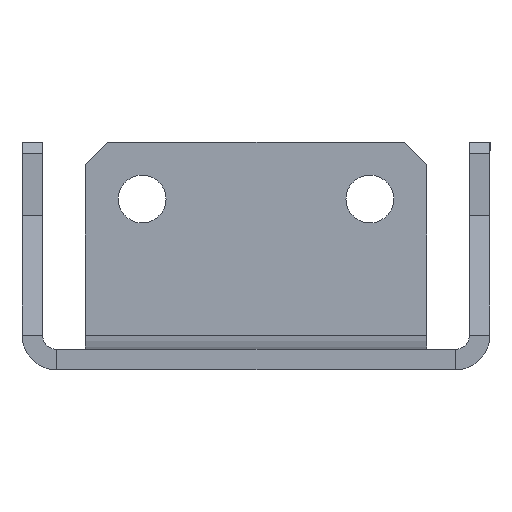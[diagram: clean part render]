
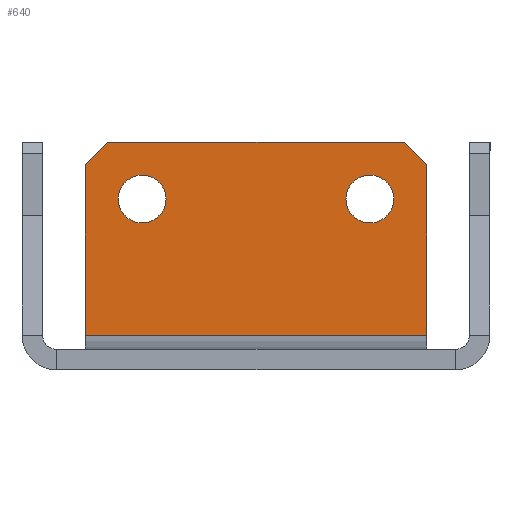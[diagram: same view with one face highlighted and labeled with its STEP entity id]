
A CAD part, front view. The second image highlights one B-rep face of the part: STEP entity #640.
In plain terms, the highlighted planar face has unit normal (0, -1, 0).
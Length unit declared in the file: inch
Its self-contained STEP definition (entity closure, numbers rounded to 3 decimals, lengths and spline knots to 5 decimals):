
#57 = DIRECTION ( 'NONE',  ( 0., 0., 1. ) ) ;
#68 = CARTESIAN_POINT ( 'NONE',  ( 0., 1.625, 0. ) ) ;
#99 = LINE ( 'NONE', #1214, #1920 ) ;
#127 = CIRCLE ( 'NONE', #1914, 0.105 ) ;
#167 = DIRECTION ( 'NONE',  ( 0., 0., 1. ) ) ;
#205 = EDGE_CURVE ( 'NONE', #626, #1047, #1330, .T. ) ;
#213 = CARTESIAN_POINT ( 'NONE',  ( -0.5, 1.625, 0.555 ) ) ;
#247 = EDGE_CURVE ( 'NONE', #1665, #626, #894, .T. ) ;
#280 = DIRECTION ( 'NONE',  ( 0., 1., 0. ) ) ;
#332 = CARTESIAN_POINT ( 'NONE',  ( 0.75, 1.625, 0.81 ) ) ;
#337 = EDGE_LOOP ( 'NONE', ( #956, #844, #1580, #1444, #670, #1290 ) ) ;
#353 = CARTESIAN_POINT ( 'NONE',  ( 0.75, 1.625, 0.0625 ) ) ;
#376 = VERTEX_POINT ( 'NONE', #1014 ) ;
#378 = DIRECTION ( 'NONE',  ( 0., 1., 0. ) ) ;
#465 = AXIS2_PLACEMENT_3D ( 'NONE', #664, #836, #1916 ) ;
#511 = DIRECTION ( 'NONE',  ( 0., 0., 1. ) ) ;
#522 = FACE_BOUND ( 'NONE', #621, .T. ) ;
#529 = CARTESIAN_POINT ( 'NONE',  ( -0.75, 1.625, 0.81 ) ) ;
#534 = ORIENTED_EDGE ( 'NONE', *, *, #1512, .T. ) ;
#540 = CARTESIAN_POINT ( 'NONE',  ( -0.65, 1.625, 0.91 ) ) ;
#584 = DIRECTION ( 'NONE',  ( 0., 0., 1. ) ) ;
#613 = EDGE_CURVE ( 'NONE', #695, #1643, #939, .T. ) ;
#621 = EDGE_LOOP ( 'NONE', ( #1903, #860 ) ) ;
#626 = VERTEX_POINT ( 'NONE', #540 ) ;
#640 = ADVANCED_FACE ( 'NONE', ( #522, #1534, #1700 ), #786, .F. ) ;
#664 = CARTESIAN_POINT ( 'NONE',  ( 0.5, 1.625, 0.66 ) ) ;
#666 = CARTESIAN_POINT ( 'NONE',  ( -0.5, 1.625, 0.66 ) ) ;
#670 = ORIENTED_EDGE ( 'NONE', *, *, #1816, .T. ) ;
#680 = LINE ( 'NONE', #1579, #1271 ) ;
#695 = VERTEX_POINT ( 'NONE', #1328 ) ;
#771 = CARTESIAN_POINT ( 'NONE',  ( -0.75, 1.625, 0.81 ) ) ;
#786 = PLANE ( 'NONE',  #1554 ) ;
#802 = VERTEX_POINT ( 'NONE', #213 ) ;
#831 = CARTESIAN_POINT ( 'NONE',  ( 0.65, 1.625, 0.91 ) ) ;
#836 = DIRECTION ( 'NONE',  ( 0., 1., 0. ) ) ;
#844 = ORIENTED_EDGE ( 'NONE', *, *, #205, .T. ) ;
#860 = ORIENTED_EDGE ( 'NONE', *, *, #1542, .T. ) ;
#894 = LINE ( 'NONE', #1679, #1969 ) ;
#904 = VERTEX_POINT ( 'NONE', #353 ) ;
#939 = CIRCLE ( 'NONE', #994, 0.105 ) ;
#952 = AXIS2_PLACEMENT_3D ( 'NONE', #666, #280, #57 ) ;
#955 = DIRECTION ( 'NONE',  ( 0., 0., 1. ) ) ;
#956 = ORIENTED_EDGE ( 'NONE', *, *, #247, .T. ) ;
#974 = LINE ( 'NONE', #831, #1121 ) ;
#976 = DIRECTION ( 'NONE',  ( 0., 0., -1. ) ) ;
#979 = EDGE_CURVE ( 'NONE', #1871, #1665, #974, .T. ) ;
#994 = AXIS2_PLACEMENT_3D ( 'NONE', #1909, #1314, #167 ) ;
#1014 = CARTESIAN_POINT ( 'NONE',  ( -0.5, 1.625, 0.765 ) ) ;
#1025 = DIRECTION ( 'NONE',  ( -1., 0., 0. ) ) ;
#1047 = VERTEX_POINT ( 'NONE', #529 ) ;
#1121 = VECTOR ( 'NONE', #1878, 39.37008 ) ;
#1124 = VERTEX_POINT ( 'NONE', #1370 ) ;
#1214 = CARTESIAN_POINT ( 'NONE',  ( -0.75, 1.625, 0. ) ) ;
#1247 = EDGE_CURVE ( 'NONE', #904, #1124, #680, .T. ) ;
#1271 = VECTOR ( 'NONE', #1600, 39.37008 ) ;
#1290 = ORIENTED_EDGE ( 'NONE', *, *, #979, .T. ) ;
#1314 = DIRECTION ( 'NONE',  ( 0., 1., 0. ) ) ;
#1318 = DIRECTION ( 'NONE',  ( 0., 1., 0. ) ) ;
#1328 = CARTESIAN_POINT ( 'NONE',  ( 0.5, 1.625, 0.765 ) ) ;
#1330 = LINE ( 'NONE', #771, #1432 ) ;
#1370 = CARTESIAN_POINT ( 'NONE',  ( -0.75, 1.625, 0.0625 ) ) ;
#1432 = VECTOR ( 'NONE', #1956, 39.37008 ) ;
#1444 = ORIENTED_EDGE ( 'NONE', *, *, #1247, .F. ) ;
#1512 = EDGE_CURVE ( 'NONE', #376, #802, #127, .T. ) ;
#1533 = LINE ( 'NONE', #1647, #1811 ) ;
#1534 = FACE_BOUND ( 'NONE', #1935, .T. ) ;
#1542 = EDGE_CURVE ( 'NONE', #1643, #695, #1684, .T. ) ;
#1554 = AXIS2_PLACEMENT_3D ( 'NONE', #68, #1318, #511 ) ;
#1579 = CARTESIAN_POINT ( 'NONE',  ( -0.75, 1.625, 0.0625 ) ) ;
#1580 = ORIENTED_EDGE ( 'NONE', *, *, #1705, .T. ) ;
#1600 = DIRECTION ( 'NONE',  ( -1., 0., 0. ) ) ;
#1636 = ORIENTED_EDGE ( 'NONE', *, *, #1771, .T. ) ;
#1643 = VERTEX_POINT ( 'NONE', #1967 ) ;
#1647 = CARTESIAN_POINT ( 'NONE',  ( 0.75, 1.625, 0. ) ) ;
#1659 = CIRCLE ( 'NONE', #952, 0.105 ) ;
#1665 = VERTEX_POINT ( 'NONE', #1788 ) ;
#1679 = CARTESIAN_POINT ( 'NONE',  ( 0., 1.625, 0.91 ) ) ;
#1684 = CIRCLE ( 'NONE', #465, 0.105 ) ;
#1700 = FACE_OUTER_BOUND ( 'NONE', #337, .T. ) ;
#1705 = EDGE_CURVE ( 'NONE', #1047, #1124, #99, .T. ) ;
#1771 = EDGE_CURVE ( 'NONE', #802, #376, #1659, .T. ) ;
#1788 = CARTESIAN_POINT ( 'NONE',  ( 0.65, 1.625, 0.91 ) ) ;
#1811 = VECTOR ( 'NONE', #584, 39.37008 ) ;
#1816 = EDGE_CURVE ( 'NONE', #904, #1871, #1533, .T. ) ;
#1871 = VERTEX_POINT ( 'NONE', #332 ) ;
#1878 = DIRECTION ( 'NONE',  ( -0.707, 0., 0.707 ) ) ;
#1903 = ORIENTED_EDGE ( 'NONE', *, *, #613, .T. ) ;
#1909 = CARTESIAN_POINT ( 'NONE',  ( 0.5, 1.625, 0.66 ) ) ;
#1914 = AXIS2_PLACEMENT_3D ( 'NONE', #1963, #378, #955 ) ;
#1916 = DIRECTION ( 'NONE',  ( 0., 0., 1. ) ) ;
#1920 = VECTOR ( 'NONE', #976, 39.37008 ) ;
#1935 = EDGE_LOOP ( 'NONE', ( #534, #1636 ) ) ;
#1956 = DIRECTION ( 'NONE',  ( -0.707, 0., -0.707 ) ) ;
#1963 = CARTESIAN_POINT ( 'NONE',  ( -0.5, 1.625, 0.66 ) ) ;
#1967 = CARTESIAN_POINT ( 'NONE',  ( 0.5, 1.625, 0.555 ) ) ;
#1969 = VECTOR ( 'NONE', #1025, 39.37008 ) ;
